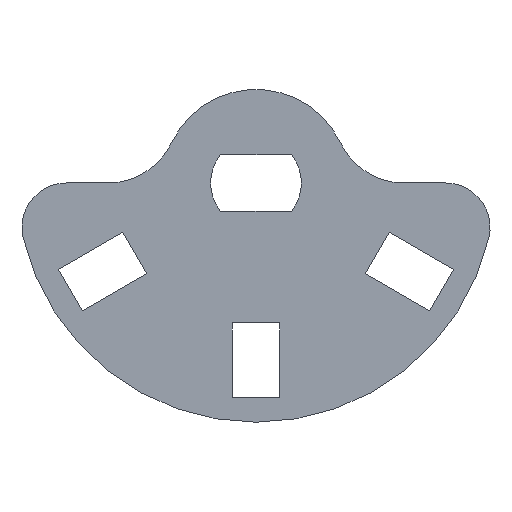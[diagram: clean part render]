
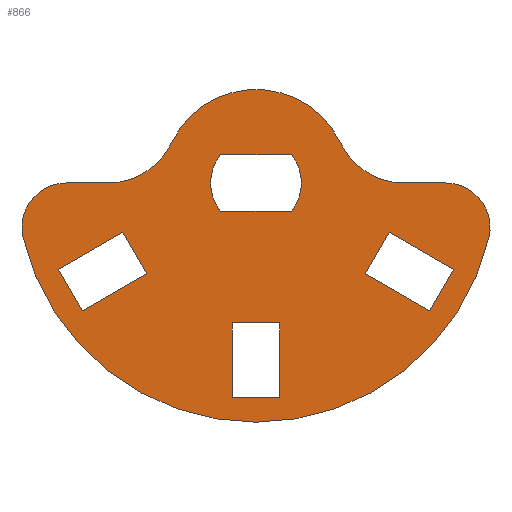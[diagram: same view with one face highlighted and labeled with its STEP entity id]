
A CAD part, left-side view. The second image highlights one B-rep face of the part: STEP entity #866.
In plain terms, the highlighted planar face has unit normal (-1, 0, 0).
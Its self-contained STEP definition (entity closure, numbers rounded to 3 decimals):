
#27=FACE_BOUND('',#165,.T.);
#28=FACE_BOUND('',#166,.T.);
#29=FACE_BOUND('',#167,.T.);
#30=FACE_BOUND('',#168,.T.);
#64=PLANE('',#951);
#110=FACE_OUTER_BOUND('',#164,.T.);
#164=EDGE_LOOP('',(#749,#750,#751,#752,#753,#754,#755,#756));
#165=EDGE_LOOP('',(#757,#758,#759,#760));
#166=EDGE_LOOP('',(#761,#762,#763,#764));
#167=EDGE_LOOP('',(#765,#766,#767,#768));
#168=EDGE_LOOP('',(#769,#770,#771,#772));
#193=CIRCLE('',#915,8.);
#194=CIRCLE('',#918,5.);
#195=CIRCLE('',#920,27.);
#200=CIRCLE('',#931,5.122);
#201=CIRCLE('',#952,5.);
#202=CIRCLE('',#953,8.);
#203=CIRCLE('',#954,10.557);
#204=CIRCLE('',#955,5.122);
#220=LINE('',#1274,#312);
#242=LINE('',#1353,#334);
#252=LINE('',#1374,#344);
#255=LINE('',#1379,#347);
#265=LINE('',#1400,#357);
#268=LINE('',#1405,#360);
#278=LINE('',#1426,#370);
#281=LINE('',#1431,#373);
#282=LINE('',#1436,#374);
#283=LINE('',#1442,#375);
#284=LINE('',#1444,#376);
#285=LINE('',#1445,#377);
#286=LINE('',#1447,#378);
#287=LINE('',#1448,#379);
#288=LINE('',#1450,#380);
#289=LINE('',#1451,#381);
#312=VECTOR('',#1034,10.);
#334=VECTOR('',#1088,10.);
#344=VECTOR('',#1108,10.);
#347=VECTOR('',#1113,10.);
#357=VECTOR('',#1133,10.);
#360=VECTOR('',#1138,10.);
#370=VECTOR('',#1158,10.);
#373=VECTOR('',#1163,10.);
#374=VECTOR('',#1168,10.);
#375=VECTOR('',#1175,10.);
#376=VECTOR('',#1176,10.);
#377=VECTOR('',#1177,10.);
#378=VECTOR('',#1178,10.);
#379=VECTOR('',#1179,10.);
#380=VECTOR('',#1180,10.);
#381=VECTOR('',#1181,10.);
#405=VERTEX_POINT('',#1266);
#406=VERTEX_POINT('',#1268);
#407=VERTEX_POINT('',#1272);
#408=VERTEX_POINT('',#1276);
#409=VERTEX_POINT('',#1280);
#430=VERTEX_POINT('',#1345);
#431=VERTEX_POINT('',#1347);
#432=VERTEX_POINT('',#1351);
#437=VERTEX_POINT('',#1371);
#438=VERTEX_POINT('',#1373);
#439=VERTEX_POINT('',#1377);
#444=VERTEX_POINT('',#1397);
#445=VERTEX_POINT('',#1399);
#446=VERTEX_POINT('',#1403);
#451=VERTEX_POINT('',#1423);
#452=VERTEX_POINT('',#1425);
#453=VERTEX_POINT('',#1429);
#454=VERTEX_POINT('',#1433);
#455=VERTEX_POINT('',#1435);
#456=VERTEX_POINT('',#1437);
#457=VERTEX_POINT('',#1440);
#458=VERTEX_POINT('',#1443);
#459=VERTEX_POINT('',#1446);
#460=VERTEX_POINT('',#1449);
#486=EDGE_CURVE('',#405,#406,#193,.T.);
#489=EDGE_CURVE('',#405,#407,#220,.T.);
#491=EDGE_CURVE('',#408,#407,#194,.T.);
#493=EDGE_CURVE('',#408,#409,#195,.T.);
#519=EDGE_CURVE('',#431,#430,#200,.T.);
#522=EDGE_CURVE('',#430,#432,#242,.T.);
#532=EDGE_CURVE('',#438,#437,#252,.T.);
#535=EDGE_CURVE('',#437,#439,#255,.T.);
#545=EDGE_CURVE('',#445,#444,#265,.T.);
#548=EDGE_CURVE('',#444,#446,#268,.T.);
#558=EDGE_CURVE('',#452,#451,#278,.T.);
#561=EDGE_CURVE('',#451,#453,#281,.T.);
#562=EDGE_CURVE('',#454,#409,#201,.T.);
#563=EDGE_CURVE('',#454,#455,#282,.T.);
#564=EDGE_CURVE('',#456,#455,#202,.T.);
#565=EDGE_CURVE('',#456,#406,#203,.T.);
#566=EDGE_CURVE('',#432,#457,#204,.T.);
#567=EDGE_CURVE('',#457,#431,#283,.T.);
#568=EDGE_CURVE('',#453,#458,#284,.T.);
#569=EDGE_CURVE('',#458,#452,#285,.T.);
#570=EDGE_CURVE('',#439,#459,#286,.T.);
#571=EDGE_CURVE('',#459,#438,#287,.T.);
#572=EDGE_CURVE('',#446,#460,#288,.T.);
#573=EDGE_CURVE('',#460,#445,#289,.T.);
#749=ORIENTED_EDGE('',*,*,#491,.F.);
#750=ORIENTED_EDGE('',*,*,#493,.T.);
#751=ORIENTED_EDGE('',*,*,#562,.F.);
#752=ORIENTED_EDGE('',*,*,#563,.T.);
#753=ORIENTED_EDGE('',*,*,#564,.F.);
#754=ORIENTED_EDGE('',*,*,#565,.T.);
#755=ORIENTED_EDGE('',*,*,#486,.F.);
#756=ORIENTED_EDGE('',*,*,#489,.T.);
#757=ORIENTED_EDGE('',*,*,#522,.T.);
#758=ORIENTED_EDGE('',*,*,#566,.T.);
#759=ORIENTED_EDGE('',*,*,#567,.T.);
#760=ORIENTED_EDGE('',*,*,#519,.T.);
#761=ORIENTED_EDGE('',*,*,#561,.T.);
#762=ORIENTED_EDGE('',*,*,#568,.T.);
#763=ORIENTED_EDGE('',*,*,#569,.T.);
#764=ORIENTED_EDGE('',*,*,#558,.T.);
#765=ORIENTED_EDGE('',*,*,#535,.T.);
#766=ORIENTED_EDGE('',*,*,#570,.T.);
#767=ORIENTED_EDGE('',*,*,#571,.T.);
#768=ORIENTED_EDGE('',*,*,#532,.T.);
#769=ORIENTED_EDGE('',*,*,#572,.T.);
#770=ORIENTED_EDGE('',*,*,#573,.T.);
#771=ORIENTED_EDGE('',*,*,#545,.T.);
#772=ORIENTED_EDGE('',*,*,#548,.T.);
#866=ADVANCED_FACE('',(#110,#27,#28,#29,#30),#64,.F.);
#915=AXIS2_PLACEMENT_3D('',#1269,#1028,#1029);
#918=AXIS2_PLACEMENT_3D('',#1278,#1038,#1039);
#920=AXIS2_PLACEMENT_3D('',#1282,#1043,#1044);
#931=AXIS2_PLACEMENT_3D('',#1348,#1082,#1083);
#951=AXIS2_PLACEMENT_3D('',#1432,#1164,#1165);
#952=AXIS2_PLACEMENT_3D('',#1434,#1166,#1167);
#953=AXIS2_PLACEMENT_3D('',#1438,#1169,#1170);
#954=AXIS2_PLACEMENT_3D('',#1439,#1171,#1172);
#955=AXIS2_PLACEMENT_3D('',#1441,#1173,#1174);
#1028=DIRECTION('center_axis',(-1.,0.,0.));
#1029=DIRECTION('ref_axis',(0.,-0.533,-0.846));
#1034=DIRECTION('',(0.,1.,0.));
#1038=DIRECTION('center_axis',(1.,0.,0.));
#1039=DIRECTION('ref_axis',(0.,0.783,0.622));
#1043=DIRECTION('center_axis',(-1.,0.,0.));
#1044=DIRECTION('ref_axis',(0.,-1.,0.));
#1082=DIRECTION('center_axis',(1.,0.,0.));
#1083=DIRECTION('ref_axis',(0.,-1.,0.));
#1088=DIRECTION('',(0.,-1.,0.));
#1108=DIRECTION('',(0.,-0.5,0.866));
#1113=DIRECTION('',(0.,-0.866,-0.5));
#1133=DIRECTION('',(0.,-1.,0.));
#1138=DIRECTION('',(0.,0.,-1.));
#1158=DIRECTION('',(0.,-0.5,-0.866));
#1163=DIRECTION('',(0.,0.866,-0.5));
#1164=DIRECTION('center_axis',(1.,0.,0.));
#1165=DIRECTION('ref_axis',(0.,-1.,0.));
#1166=DIRECTION('center_axis',(1.,0.,0.));
#1167=DIRECTION('ref_axis',(0.,-0.783,0.622));
#1168=DIRECTION('',(0.,1.,0.));
#1169=DIRECTION('center_axis',(-1.,0.,0.));
#1170=DIRECTION('ref_axis',(0.,0.533,-0.846));
#1171=DIRECTION('center_axis',(-1.,0.,0.));
#1172=DIRECTION('ref_axis',(0.,1.,0.));
#1173=DIRECTION('center_axis',(1.,0.,0.));
#1174=DIRECTION('ref_axis',(0.,-1.,0.));
#1175=DIRECTION('',(0.,1.,0.));
#1176=DIRECTION('',(0.,0.5,0.866));
#1177=DIRECTION('',(0.,-0.866,0.5));
#1178=DIRECTION('',(0.,0.5,-0.866));
#1179=DIRECTION('',(0.,0.866,0.5));
#1180=DIRECTION('',(0.,1.,0.));
#1181=DIRECTION('',(0.,0.,1.));
#1266=CARTESIAN_POINT('',(22.,16.744,0.));
#1268=CARTESIAN_POINT('',(22.,9.525,4.551));
#1269=CARTESIAN_POINT('Origin',(22.,16.744,8.));
#1272=CARTESIAN_POINT('',(22.,21.424,0.));
#1274=CARTESIAN_POINT('',(22.,13.5,0.));
#1276=CARTESIAN_POINT('',(22.,26.293,-6.136));
#1278=CARTESIAN_POINT('Origin',(22.,21.424,-5.));
#1280=CARTESIAN_POINT('',(22.,-26.293,-6.136));
#1282=CARTESIAN_POINT('Origin',(22.,0.,0.));
#1345=CARTESIAN_POINT('',(22.,4.,3.2));
#1347=CARTESIAN_POINT('',(22.,4.,-3.2));
#1348=CARTESIAN_POINT('Origin',(22.,0.,0.));
#1351=CARTESIAN_POINT('',(22.,-4.,3.2));
#1353=CARTESIAN_POINT('',(22.,-2.,3.2));
#1371=CARTESIAN_POINT('',(22.,-15.033,-5.562));
#1373=CARTESIAN_POINT('',(22.,-12.333,-10.238));
#1374=CARTESIAN_POINT('',(22.,-14.358,-6.731));
#1377=CARTESIAN_POINT('',(22.,-22.308,-9.762));
#1379=CARTESIAN_POINT('',(22.,-11.829,-3.712));
#1397=CARTESIAN_POINT('',(22.,-2.7,-15.8));
#1399=CARTESIAN_POINT('',(22.,2.7,-15.8));
#1400=CARTESIAN_POINT('',(22.,1.25,-15.8));
#1403=CARTESIAN_POINT('',(22.,-2.7,-24.2));
#1405=CARTESIAN_POINT('',(22.,-2.7,-10.5));
#1423=CARTESIAN_POINT('',(22.,12.333,-10.238));
#1425=CARTESIAN_POINT('',(22.,15.033,-5.562));
#1426=CARTESIAN_POINT('',(22.,13.008,-9.069));
#1429=CARTESIAN_POINT('',(22.,19.608,-14.438));
#1431=CARTESIAN_POINT('',(22.,9.129,-8.388));
#1432=CARTESIAN_POINT('Origin',(22.,0.,0.));
#1433=CARTESIAN_POINT('',(22.,-21.424,0.));
#1434=CARTESIAN_POINT('Origin',(22.,-21.424,-5.));
#1435=CARTESIAN_POINT('',(22.,-16.744,0.));
#1436=CARTESIAN_POINT('',(22.,-5.278,0.));
#1437=CARTESIAN_POINT('',(22.,-9.525,4.551));
#1438=CARTESIAN_POINT('Origin',(22.,-16.744,8.));
#1439=CARTESIAN_POINT('Origin',(22.,0.,0.));
#1440=CARTESIAN_POINT('',(22.,-4.,-3.2));
#1441=CARTESIAN_POINT('Origin',(22.,0.,0.));
#1442=CARTESIAN_POINT('',(22.,2.,-3.2));
#1443=CARTESIAN_POINT('',(22.,22.308,-9.762));
#1444=CARTESIAN_POINT('',(22.,21.633,-10.931));
#1445=CARTESIAN_POINT('',(22.,8.192,-1.612));
#1446=CARTESIAN_POINT('',(22.,-19.608,-14.438));
#1447=CARTESIAN_POINT('',(22.,-20.283,-13.269));
#1448=CARTESIAN_POINT('',(22.,-5.492,-6.288));
#1449=CARTESIAN_POINT('',(22.,2.7,-24.2));
#1450=CARTESIAN_POINT('',(22.,-1.25,-24.2));
#1451=CARTESIAN_POINT('',(22.,2.7,-14.5));
